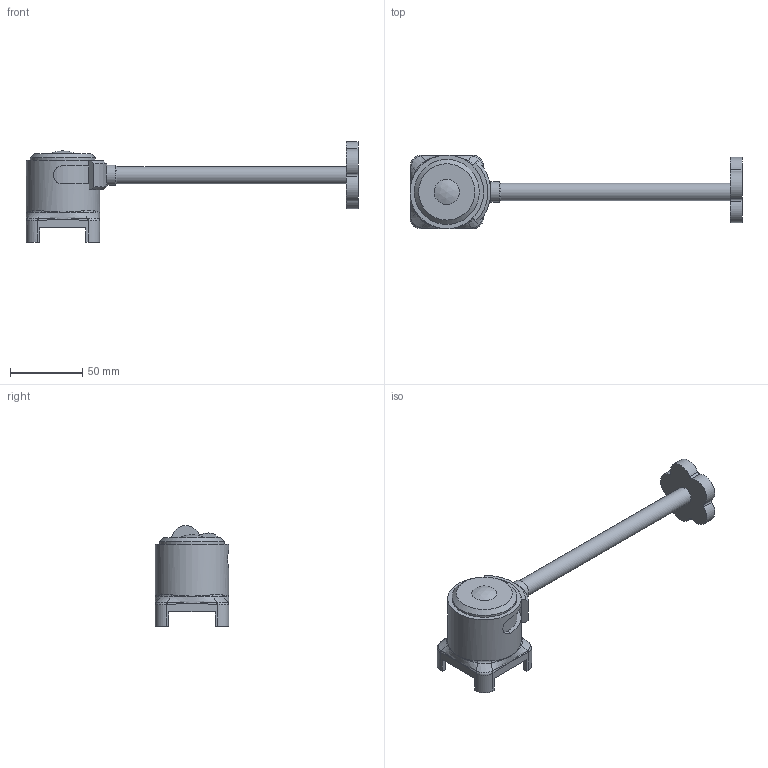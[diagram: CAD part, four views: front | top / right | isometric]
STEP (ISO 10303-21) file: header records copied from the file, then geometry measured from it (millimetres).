
FILE_DESCRIPTION((''),'2;1');
FILE_NAME('56840125X150.stp','2010-10-27T09:12:16',('Creator'),(''),'Autodesk Inventor 2010','Autodesk Inventor 2010','');
FILE_SCHEMA(('AUTOMOTIVE_DESIGN { 1 0 10303 214 1 1 1 1 }'));
Length unit declared in the file: millimetre
Products named in the file (1): 56840125X150
Bounding box: 230 x 51 x 69.79 mm (x, y, z)
Surface area: 44719.8 mm2 (no closed solid volume)
Topology: 0 solids, 6 shells, 188 faces, 567 edges, 332 vertices
Faces by surface type: bspline 82, plane 52, cylinder 44, cone 9, sphere 1
Full cylindrical faces by diameter (mm): 6.5 x1, 10.106 x1, 10.8 x1, 12 x4, 12.5 x2, 12.8 x1, 14 x1, 45 x2, 51 x1
Entity records: 11564 total; most frequent: CARTESIAN_POINT 7322, ORIENTED_EDGE 1018, DIRECTION 628, EDGE_CURVE 509, VERTEX_POINT 319, AXIS2_PLACEMENT_3D 239, EDGE_LOOP 222, B_SPLINE_CURVE_WITH_KNOTS 219
